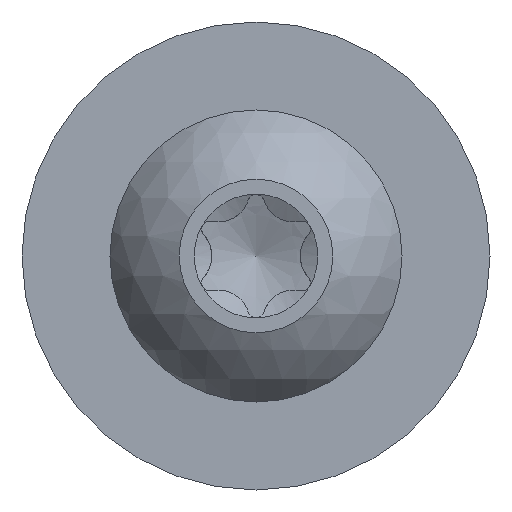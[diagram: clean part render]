
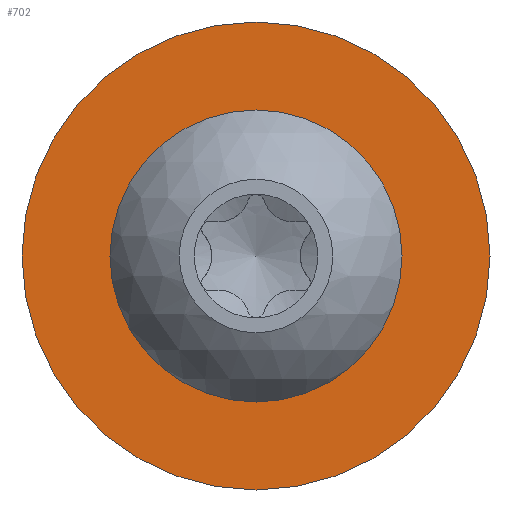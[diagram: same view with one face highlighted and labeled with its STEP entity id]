
A CAD part, front view. The second image highlights one B-rep face of the part: STEP entity #702.
In plain terms, the highlighted face is planar.
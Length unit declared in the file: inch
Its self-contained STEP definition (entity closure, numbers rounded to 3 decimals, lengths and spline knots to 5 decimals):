
#94=FACE_BOUND('',#200,.T.);
#109=PLANE('',#802);
#150=FACE_OUTER_BOUND('',#199,.T.);
#199=EDGE_LOOP('',(#553));
#200=EDGE_LOOP('',(#554));
#297=CIRCLE('',#797,0.097);
#299=CIRCLE('',#800,0.25);
#335=VERTEX_POINT('',#1182);
#337=VERTEX_POINT('',#1188);
#412=EDGE_CURVE('',#335,#335,#297,.T.);
#415=EDGE_CURVE('',#337,#337,#299,.T.);
#553=ORIENTED_EDGE('',*,*,#415,.F.);
#554=ORIENTED_EDGE('',*,*,#412,.F.);
#702=ADVANCED_FACE('',(#150,#94),#109,.F.);
#797=AXIS2_PLACEMENT_3D('',#1184,#920,#921);
#800=AXIS2_PLACEMENT_3D('',#1190,#927,#928);
#802=AXIS2_PLACEMENT_3D('',#1192,#931,#932);
#920=DIRECTION('center_axis',(-1.,0.,0.));
#921=DIRECTION('ref_axis',(0.,1.,0.));
#927=DIRECTION('center_axis',(1.,0.,0.));
#928=DIRECTION('ref_axis',(0.,1.,0.));
#931=DIRECTION('center_axis',(1.,0.,0.));
#932=DIRECTION('ref_axis',(0.,1.,0.));
#1182=CARTESIAN_POINT('',(0.,-0.097,0.));
#1184=CARTESIAN_POINT('Origin',(0.,0.,0.));
#1188=CARTESIAN_POINT('',(0.,-0.25,0.));
#1190=CARTESIAN_POINT('Origin',(0.,0.,0.));
#1192=CARTESIAN_POINT('Origin',(0.,0.,0.));
